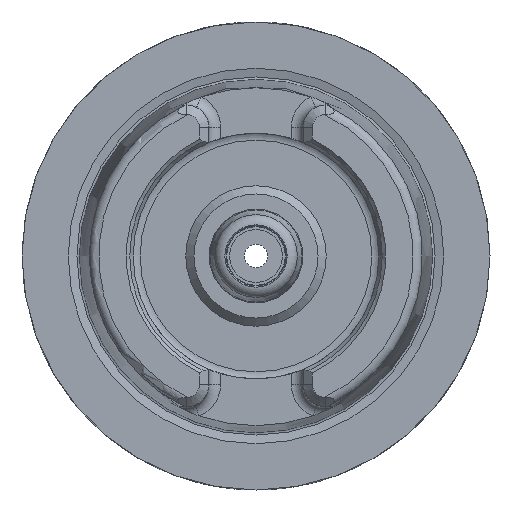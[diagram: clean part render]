
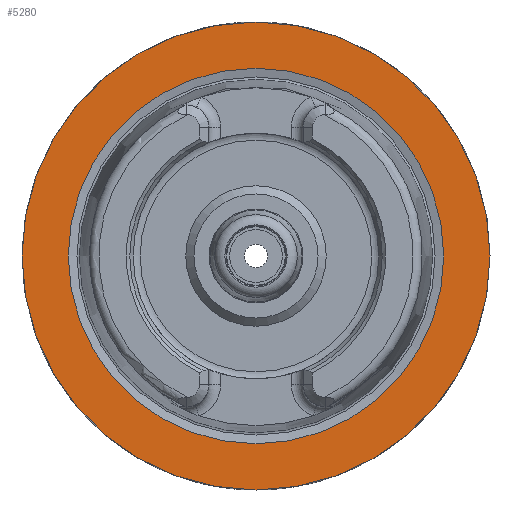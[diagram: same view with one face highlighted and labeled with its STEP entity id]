
A CAD part, left-side view. The second image highlights one B-rep face of the part: STEP entity #5280.
In plain terms, the highlighted planar face has unit normal (-1, 0, 0).
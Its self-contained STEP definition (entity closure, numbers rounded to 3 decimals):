
#4366=CARTESIAN_POINT('',(0.0,20.0,0.0));
#4367=VERTEX_POINT('',#4366);
#4368=CARTESIAN_POINT('',(0.0,0.0,0.0));
#4369=DIRECTION('',(1.0,0.0,0.0));
#4370=DIRECTION('',(0.0,1.0,0.0));
#4371=AXIS2_PLACEMENT_3D('',#4368,#4369,#4370);
#4372=CIRCLE('',#4371,20.0);
#4373=EDGE_CURVE('',#4367,#4367,#4372,.T.);
#5254=CARTESIAN_POINT('',(0.0,16.046,0.0));
#5255=VERTEX_POINT('',#5254);
#5256=CARTESIAN_POINT('',(0.0,0.0,0.0));
#5257=DIRECTION('',(1.0,0.0,0.0));
#5258=DIRECTION('',(0.0,1.0,0.0));
#5259=AXIS2_PLACEMENT_3D('',#5256,#5257,#5258);
#5260=CIRCLE('',#5259,16.046);
#5261=EDGE_CURVE('',#5255,#5255,#5260,.T.);
#5269=CARTESIAN_POINT('',(0.0,18.023,0.0));
#5270=DIRECTION('',(-1.0,0.0,0.0));
#5271=DIRECTION('',(0.0,0.0,1.0));
#5272=AXIS2_PLACEMENT_3D('',#5269,#5270,#5271);
#5273=PLANE('',#5272);
#5274=ORIENTED_EDGE('',*,*,#4373,.F.);
#5275=EDGE_LOOP('',(#5274));
#5276=FACE_OUTER_BOUND('',#5275,.T.);
#5277=ORIENTED_EDGE('',*,*,#5261,.T.);
#5278=EDGE_LOOP('',(#5277));
#5279=FACE_BOUND('',#5278,.T.);
#5280=ADVANCED_FACE('',(#5276,#5279),#5273,.T.);
